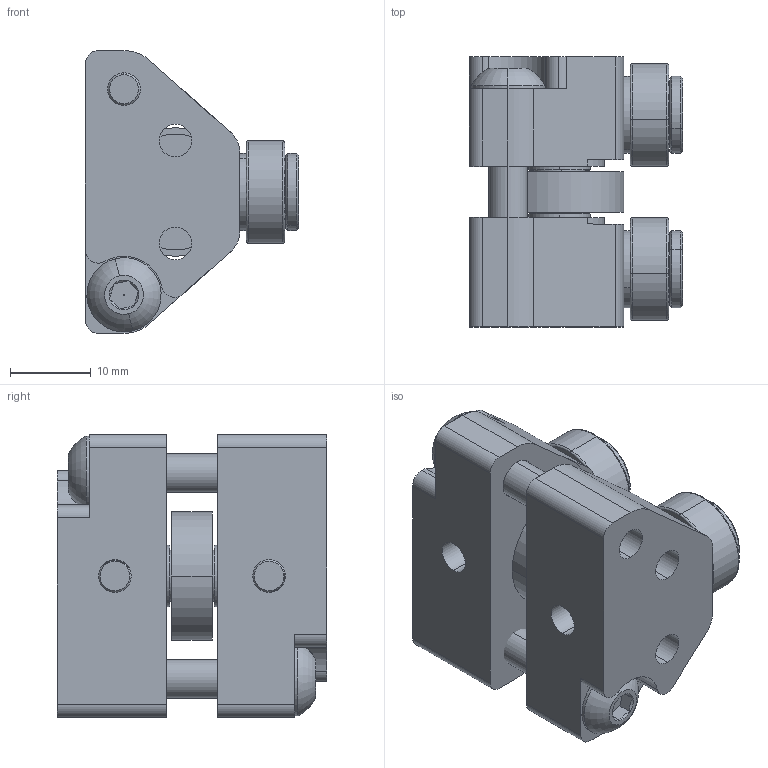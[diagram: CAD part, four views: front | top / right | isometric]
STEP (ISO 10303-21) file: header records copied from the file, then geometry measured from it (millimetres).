
FILE_DESCRIPTION (( 'STEP AP214' ), '1' );
FILE_NAME ('WCP-1458.step', '2024-01-05T20:00:34', ( '' ), ( '' ), 'SwSTEP 2.0', 'SolidWorks 2022', '' );
FILE_SCHEMA (( 'AUTOMOTIVE_DESIGN' ));
Length unit declared in the file: inch
Products named in the file (8): WCP-1458-001 Rev2; WCP-0418-008 Rev1; 10-32 BHCS - No Thread_WCP-0255 - 1.000; WCP-0041 Rev1; WCP-0198 Rev1; WCP-0775 Rev1; WCP-0473 Rev1; WCP-1458
Assembly tree (12 placements, depth 2):
  WCP-1458
    WCP-1458-001 Rev2  x2
    WCP-0473 Rev1  x2
    WCP-0198 Rev1  x2
    WCP-0775 Rev1  x2
    WCP-0041 Rev1
    10-32 BHCS - No Thread_WCP-0255 - 1.000  x2
    WCP-0418-008 Rev1
Bounding box: 26.32 x 33.34 x 34.92 mm (x, y, z)
Volume: 15387.5 mm3; surface area: 10735.6 mm2
Topology: 12 solids, 12 shells, 364 faces, 822 edges, 512 vertices
Faces by surface type: cylinder 166, plane 98, cone 74, bspline 14, torus 12
Entity records: 7804 total; most frequent: CARTESIAN_POINT 2914, DIRECTION 971, ORIENTED_EDGE 868, EDGE_CURVE 434, AXIS2_PLACEMENT_3D 402, VERTEX_POINT 272, EDGE_LOOP 230, CIRCLE 199
